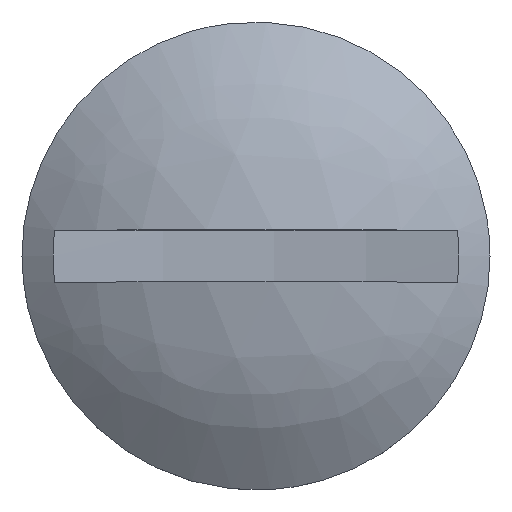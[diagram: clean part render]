
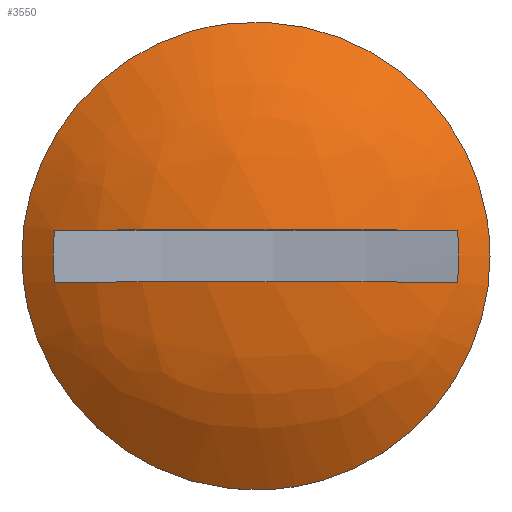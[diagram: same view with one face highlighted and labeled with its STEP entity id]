
A CAD part, top view. The second image highlights one B-rep face of the part: STEP entity #3550.
In plain terms, the highlighted free-form (B-spline) face has degree [2, 2] with [4, 4] control points.
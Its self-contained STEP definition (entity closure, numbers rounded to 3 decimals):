
#316=CARTESIAN_POINT('',(-1.062,8.937,0.8));
#317=VERTEX_POINT('',#316);
#323=CARTESIAN_POINT('',(9.0,0.0,0.8));
#324=VERTEX_POINT('',#323);
#325=CARTESIAN_POINT('',(-1.062,8.937,0.8));
#326=CARTESIAN_POINT('',(-0.533,9.0,0.8));
#327=CARTESIAN_POINT('',(0.0,9.0,0.8));
#328=CARTESIAN_POINT('',(9.0,9.0,0.8));
#329=CARTESIAN_POINT('',(9.0,0.0,0.8));
#337=(BOUNDED_CURVE()B_SPLINE_CURVE(2,(#325,#326,#327,#328,#329),.UNSPECIFIED.,.F.,.U.)B_SPLINE_CURVE_WITH_KNOTS((3,2,3),(0.23,0.25,0.5),.UNSPECIFIED.)CURVE()GEOMETRIC_REPRESENTATION_ITEM()RATIONAL_B_SPLINE_CURVE((0.956,0.976,1.0,0.707,1.0))REPRESENTATION_ITEM(''));
#338=EDGE_CURVE('',#317,#324,#337,.T.);
#340=CARTESIAN_POINT('',(0.549,-8.983,0.8));
#341=VERTEX_POINT('',#340);
#342=CARTESIAN_POINT('',(9.0,0.0,0.8));
#343=CARTESIAN_POINT('',(9.0,-8.466,0.8));
#344=CARTESIAN_POINT('',(0.549,-8.983,0.8));
#352=(BOUNDED_CURVE()B_SPLINE_CURVE(2,(#342,#343,#344),.UNSPECIFIED.,.F.,.U.)B_SPLINE_CURVE_WITH_KNOTS((3,3),(0.5,0.739),.UNSPECIFIED.)CURVE()GEOMETRIC_REPRESENTATION_ITEM()RATIONAL_B_SPLINE_CURVE((1.0,0.72,0.976))REPRESENTATION_ITEM(''));
#353=EDGE_CURVE('',#324,#341,#352,.T.);
#427=CARTESIAN_POINT('',(-9.0,0.0,0.8));
#428=VERTEX_POINT('',#427);
#429=CARTESIAN_POINT('',(0.549,-8.983,0.8));
#430=CARTESIAN_POINT('',(0.275,-9.0,0.8));
#431=CARTESIAN_POINT('',(0.0,-9.0,0.8));
#432=CARTESIAN_POINT('',(-9.0,-9.0,0.8));
#433=CARTESIAN_POINT('',(-9.0,0.0,0.8));
#441=(BOUNDED_CURVE()B_SPLINE_CURVE(2,(#429,#430,#431,#432,#433),.UNSPECIFIED.,.F.,.U.)B_SPLINE_CURVE_WITH_KNOTS((3,2,3),(0.739,0.75,1.0),.UNSPECIFIED.)CURVE()GEOMETRIC_REPRESENTATION_ITEM()RATIONAL_B_SPLINE_CURVE((0.976,0.988,1.0,0.707,1.0))REPRESENTATION_ITEM(''));
#442=EDGE_CURVE('',#341,#428,#441,.T.);
#444=CARTESIAN_POINT('',(-9.0,0.0,0.8));
#445=CARTESIAN_POINT('',(-9.0,7.994,0.8));
#446=CARTESIAN_POINT('',(-1.062,8.937,0.8));
#454=(BOUNDED_CURVE()B_SPLINE_CURVE(2,(#444,#445,#446),.UNSPECIFIED.,.F.,.U.)B_SPLINE_CURVE_WITH_KNOTS((3,3),(0.0,0.23),.UNSPECIFIED.)CURVE()GEOMETRIC_REPRESENTATION_ITEM()RATIONAL_B_SPLINE_CURVE((1.0,0.731,0.956))REPRESENTATION_ITEM(''));
#455=EDGE_CURVE('',#428,#317,#454,.T.);
#3391=CARTESIAN_POINT('',(-7.756,-1.,1.6));
#3392=VERTEX_POINT('',#3391);
#3393=CARTESIAN_POINT('',(7.756,-1.,1.6));
#3394=VERTEX_POINT('',#3393);
#3408=CARTESIAN_POINT('',(7.756,-1.,1.6));
#3409=CARTESIAN_POINT('',(0.,-1.,6.3));
#3410=CARTESIAN_POINT('',(-7.756,-1.,1.6));
#3418=(BOUNDED_CURVE()B_SPLINE_CURVE(2,(#3408,#3409,#3410),.UNSPECIFIED.,.F.,.U.)CURVE()GEOMETRIC_REPRESENTATION_ITEM()QUASI_UNIFORM_CURVE()RATIONAL_B_SPLINE_CURVE((1.0,0.855,1.0))REPRESENTATION_ITEM(''));
#3419=EDGE_CURVE('',#3394,#3392,#3418,.T.);
#3429=CARTESIAN_POINT('',(7.756,1.0,1.6));
#3430=VERTEX_POINT('',#3429);
#3431=CARTESIAN_POINT('',(-7.756,1.0,1.6));
#3432=VERTEX_POINT('',#3431);
#3433=CARTESIAN_POINT('',(7.756,1.0,1.6));
#3434=CARTESIAN_POINT('',(0.,1.0,6.3));
#3435=CARTESIAN_POINT('',(-7.756,1.0,1.6));
#3443=(BOUNDED_CURVE()B_SPLINE_CURVE(2,(#3433,#3434,#3435),.UNSPECIFIED.,.F.,.U.)CURVE()GEOMETRIC_REPRESENTATION_ITEM()QUASI_UNIFORM_CURVE()RATIONAL_B_SPLINE_CURVE((1.0,0.855,1.0))REPRESENTATION_ITEM(''));
#3444=EDGE_CURVE('',#3430,#3432,#3443,.T.);
#3477=CARTESIAN_POINT('',(-7.756,-1.,1.6));
#3478=CARTESIAN_POINT('',(-7.788,-0.667,1.607));
#3479=CARTESIAN_POINT('',(-7.82,0.,1.613));
#3480=CARTESIAN_POINT('',(-7.788,0.667,1.607));
#3481=CARTESIAN_POINT('',(-7.756,1.0,1.6));
#3482=B_SPLINE_CURVE_WITH_KNOTS('',3,(#3477,#3478,#3479,#3480,#3481),.UNSPECIFIED.,.F.,.U.,(4,1,4),(0.0,0.5,1.0),.UNSPECIFIED.);
#3483=EDGE_CURVE('',#3392,#3432,#3482,.T.);
#3486=CARTESIAN_POINT('',(7.756,1.0,1.6));
#3487=CARTESIAN_POINT('',(7.788,0.667,1.607));
#3488=CARTESIAN_POINT('',(7.82,0.,1.613));
#3489=CARTESIAN_POINT('',(7.788,-0.667,1.607));
#3490=CARTESIAN_POINT('',(7.756,-1.,1.6));
#3491=B_SPLINE_CURVE_WITH_KNOTS('',3,(#3486,#3487,#3488,#3489,#3490),.UNSPECIFIED.,.F.,.U.,(4,1,4),(0.0,0.5,1.0),.UNSPECIFIED.);
#3492=EDGE_CURVE('',#3430,#3394,#3491,.T.);
#3514=CARTESIAN_POINT('',(-8.669,-8.668,-2.556));
#3515=CARTESIAN_POINT('',(-4.848,-9.696,0.245));
#3516=CARTESIAN_POINT('',(4.848,-9.696,0.245));
#3517=CARTESIAN_POINT('',(8.669,-8.668,-2.556));
#3518=CARTESIAN_POINT('',(-9.696,-4.848,0.245));
#3519=CARTESIAN_POINT('',(-5.5,-5.499,3.8));
#3520=CARTESIAN_POINT('',(5.5,-5.499,3.8));
#3521=CARTESIAN_POINT('',(9.696,-4.848,0.245));
#3522=CARTESIAN_POINT('',(-9.696,4.848,0.245));
#3523=CARTESIAN_POINT('',(-5.5,5.499,3.8));
#3524=CARTESIAN_POINT('',(5.5,5.499,3.8));
#3525=CARTESIAN_POINT('',(9.696,4.848,0.245));
#3526=CARTESIAN_POINT('',(-8.669,8.668,-2.556));
#3527=CARTESIAN_POINT('',(-4.848,9.696,0.245));
#3528=CARTESIAN_POINT('',(4.848,9.696,0.245));
#3529=CARTESIAN_POINT('',(8.669,8.668,-2.556));
#3537=(BOUNDED_SURFACE()B_SPLINE_SURFACE(2,2,((#3514,#3518,#3522,#3526),(#3515,#3519,#3523,#3527),(#3516,#3520,#3524,#3528),(#3517,#3521,#3525,#3529)),.UNSPECIFIED.,.F.,.F.,.U.)B_SPLINE_SURFACE_WITH_KNOTS((3,1,3),(3,1,3),(1.152,11.305,21.458),(1.153,11.305,21.458),.UNSPECIFIED.)GEOMETRIC_REPRESENTATION_ITEM()RATIONAL_B_SPLINE_SURFACE(((1.269,1.134,1.134,1.269),(1.134,1.0,1.0,1.134),(1.134,1.0,1.0,1.134),(1.269,1.134,1.134,1.269)))REPRESENTATION_ITEM('')SURFACE());
#3538=ORIENTED_EDGE('',*,*,#442,.F.);
#3539=ORIENTED_EDGE('',*,*,#353,.F.);
#3540=ORIENTED_EDGE('',*,*,#338,.F.);
#3541=ORIENTED_EDGE('',*,*,#455,.F.);
#3542=EDGE_LOOP('',(#3538,#3539,#3540,#3541));
#3543=FACE_OUTER_BOUND('',#3542,.T.);
#3544=ORIENTED_EDGE('',*,*,#3444,.F.);
#3545=ORIENTED_EDGE('',*,*,#3492,.T.);
#3546=ORIENTED_EDGE('',*,*,#3419,.T.);
#3547=ORIENTED_EDGE('',*,*,#3483,.T.);
#3548=EDGE_LOOP('',(#3544,#3545,#3546,#3547));
#3549=FACE_BOUND('',#3548,.T.);
#3550=ADVANCED_FACE('',(#3543,#3549),#3537,.T.);
